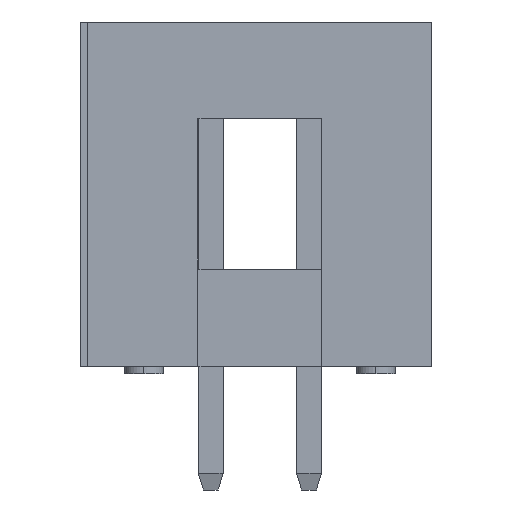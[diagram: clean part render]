
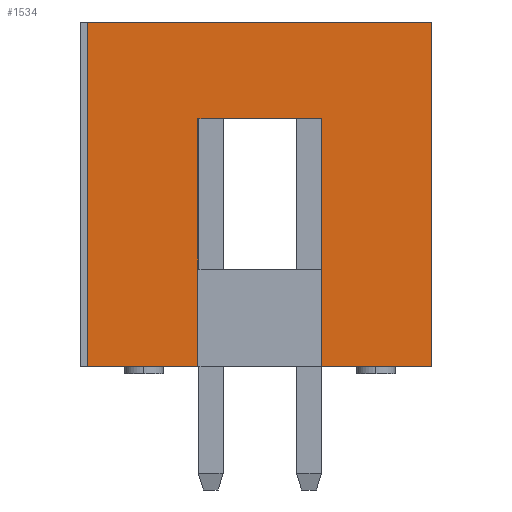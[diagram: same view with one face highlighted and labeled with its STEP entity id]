
A CAD part, left-side view. The second image highlights one B-rep face of the part: STEP entity #1534.
In plain terms, the highlighted planar face has unit normal (-1, 0, 0).
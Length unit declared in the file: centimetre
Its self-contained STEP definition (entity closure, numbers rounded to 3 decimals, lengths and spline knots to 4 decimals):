
#80 = LINE ( 'NONE', #295, #2228 ) ;
#84 = DIRECTION ( 'NONE',  ( 0., 0., -1. ) ) ;
#87 = LINE ( 'NONE', #1524, #2479 ) ;
#98 = ORIENTED_EDGE ( 'NONE', *, *, #927, .T. ) ;
#224 = ORIENTED_EDGE ( 'NONE', *, *, #698, .T. ) ;
#295 = CARTESIAN_POINT ( 'NONE',  ( -2.286, 0.445, 0. ) ) ;
#317 = DIRECTION ( 'NONE',  ( 0., 0., 1. ) ) ;
#340 = CARTESIAN_POINT ( 'NONE',  ( -2.286, -0.16, 0. ) ) ;
#349 = CARTESIAN_POINT ( 'NONE',  ( -2.286, 0., 0. ) ) ;
#491 = VERTEX_POINT ( 'NONE', #2690 ) ;
#542 = ORIENTED_EDGE ( 'NONE', *, *, #1713, .T. ) ;
#590 = LINE ( 'NONE', #3147, #3277 ) ;
#639 = CARTESIAN_POINT ( 'NONE',  ( -2.286, -0.445, 0. ) ) ;
#650 = DIRECTION ( 'NONE',  ( 0., 0., -1. ) ) ;
#698 = EDGE_CURVE ( 'NONE', #3202, #912, #80, .T. ) ;
#912 = VERTEX_POINT ( 'NONE', #971 ) ;
#927 = EDGE_CURVE ( 'NONE', #3207, #1595, #87, .T. ) ;
#962 = LINE ( 'NONE', #3440, #1982 ) ;
#971 = CARTESIAN_POINT ( 'NONE',  ( -2.286, 0.445, 0. ) ) ;
#1040 = LINE ( 'NONE', #340, #1263 ) ;
#1146 = CARTESIAN_POINT ( 'NONE',  ( -2.286, 0., 0. ) ) ;
#1168 = DIRECTION ( 'NONE',  ( 0., -1., 0. ) ) ;
#1190 = VECTOR ( 'NONE', #650, 100. ) ;
#1263 = VECTOR ( 'NONE', #84, 100. ) ;
#1394 = ORIENTED_EDGE ( 'NONE', *, *, #3572, .T. ) ;
#1449 = VERTEX_POINT ( 'NONE', #1896 ) ;
#1524 = CARTESIAN_POINT ( 'NONE',  ( -2.286, 0., 0.64 ) ) ;
#1534 = ADVANCED_FACE ( 'NONE', ( #2554 ), #3428, .T. ) ;
#1559 = EDGE_LOOP ( 'NONE', ( #224, #1394, #3661, #98, #542, #1919, #1819, #2878 ) ) ;
#1595 = VERTEX_POINT ( 'NONE', #1985 ) ;
#1713 = EDGE_CURVE ( 'NONE', #1595, #1449, #1040, .T. ) ;
#1719 = VERTEX_POINT ( 'NONE', #639 ) ;
#1722 = DIRECTION ( 'NONE',  ( 0., 0., 1. ) ) ;
#1781 = VECTOR ( 'NONE', #3214, 100. ) ;
#1801 = DIRECTION ( 'NONE',  ( 0., 0., -1. ) ) ;
#1819 = ORIENTED_EDGE ( 'NONE', *, *, #2901, .F. ) ;
#1896 = CARTESIAN_POINT ( 'NONE',  ( -2.286, -0.16, 0. ) ) ;
#1919 = ORIENTED_EDGE ( 'NONE', *, *, #2913, .T. ) ;
#1982 = VECTOR ( 'NONE', #1722, 100. ) ;
#1985 = CARTESIAN_POINT ( 'NONE',  ( -2.286, -0.16, 0.64 ) ) ;
#2228 = VECTOR ( 'NONE', #1801, 100. ) ;
#2253 = DIRECTION ( 'NONE',  ( -1., 0., 0. ) ) ;
#2308 = DIRECTION ( 'NONE',  ( 0., -1., 0. ) ) ;
#2351 = CARTESIAN_POINT ( 'NONE',  ( -2.286, 0., 0.89 ) ) ;
#2479 = VECTOR ( 'NONE', #2308, 100. ) ;
#2492 = CARTESIAN_POINT ( 'NONE',  ( -2.286, 0.445, 0.89 ) ) ;
#2533 = LINE ( 'NONE', #2351, #1781 ) ;
#2554 = FACE_OUTER_BOUND ( 'NONE', #1559, .T. ) ;
#2582 = CARTESIAN_POINT ( 'NONE',  ( -2.286, -0.445, 0. ) ) ;
#2690 = CARTESIAN_POINT ( 'NONE',  ( -2.286, -0.445, 0.89 ) ) ;
#2878 = ORIENTED_EDGE ( 'NONE', *, *, #3035, .T. ) ;
#2893 = DIRECTION ( 'NONE',  ( 0., -1., 0. ) ) ;
#2901 = EDGE_CURVE ( 'NONE', #491, #1719, #3435, .T. ) ;
#2913 = EDGE_CURVE ( 'NONE', #1449, #1719, #3339, .T. ) ;
#2941 = VECTOR ( 'NONE', #1168, 100. ) ;
#2961 = VERTEX_POINT ( 'NONE', #3182 ) ;
#3035 = EDGE_CURVE ( 'NONE', #491, #3202, #2533, .T. ) ;
#3076 = AXIS2_PLACEMENT_3D ( 'NONE', #1146, #2253, #317 ) ;
#3147 = CARTESIAN_POINT ( 'NONE',  ( -2.286, 0., 0. ) ) ;
#3182 = CARTESIAN_POINT ( 'NONE',  ( -2.286, 0.16, 0. ) ) ;
#3202 = VERTEX_POINT ( 'NONE', #2492 ) ;
#3207 = VERTEX_POINT ( 'NONE', #3593 ) ;
#3214 = DIRECTION ( 'NONE',  ( 0., 1., 0. ) ) ;
#3277 = VECTOR ( 'NONE', #2893, 100. ) ;
#3339 = LINE ( 'NONE', #349, #2941 ) ;
#3428 = PLANE ( 'NONE',  #3076 ) ;
#3435 = LINE ( 'NONE', #2582, #1190 ) ;
#3440 = CARTESIAN_POINT ( 'NONE',  ( -2.286, 0.16, 0. ) ) ;
#3572 = EDGE_CURVE ( 'NONE', #912, #2961, #590, .T. ) ;
#3593 = CARTESIAN_POINT ( 'NONE',  ( -2.286, 0.16, 0.64 ) ) ;
#3661 = ORIENTED_EDGE ( 'NONE', *, *, #3674, .T. ) ;
#3674 = EDGE_CURVE ( 'NONE', #2961, #3207, #962, .T. ) ;
